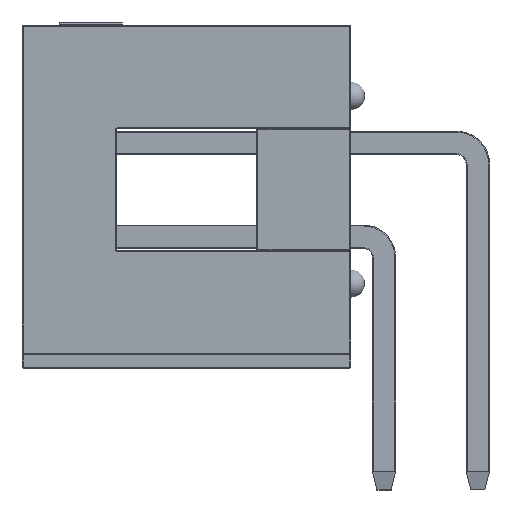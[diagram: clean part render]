
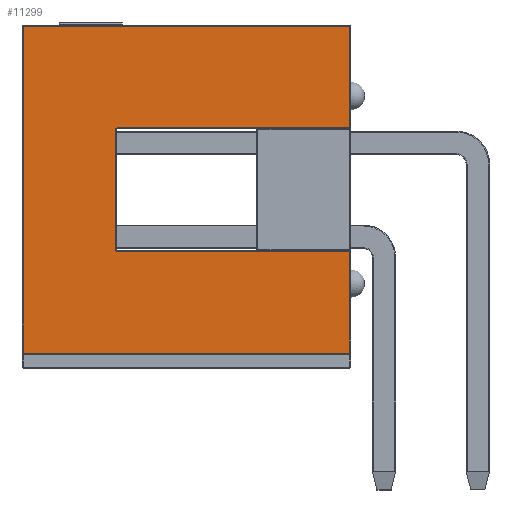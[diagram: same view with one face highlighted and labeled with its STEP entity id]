
A CAD part, front view. The second image highlights one B-rep face of the part: STEP entity #11299.
In plain terms, the highlighted face is planar.
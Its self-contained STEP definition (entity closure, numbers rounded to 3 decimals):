
#671=PLANE('',#12323);
#1264=FACE_OUTER_BOUND('',#1949,.T.);
#1949=EDGE_LOOP('',(#9084,#9085,#9086,#9087,#9088,#9089,#9090,#9091,#9092,
#9093));
#2564=CIRCLE('',#12142,0.051);
#2598=CIRCLE('',#12191,0.051);
#2813=LINE('',#17129,#3966);
#2816=LINE('',#17168,#3969);
#2821=LINE('',#17196,#3974);
#2826=LINE('',#17218,#3979);
#2832=LINE('',#17248,#3985);
#2835=LINE('',#17252,#3988);
#2839=LINE('',#17258,#3992);
#2880=LINE('',#17320,#4033);
#3966=VECTOR('',#13751,10.);
#3969=VECTOR('',#13796,10.);
#3974=VECTOR('',#13829,10.);
#3979=VECTOR('',#13856,10.);
#3985=VECTOR('',#13892,10.);
#3988=VECTOR('',#13897,10.);
#3992=VECTOR('',#13905,10.);
#4033=VECTOR('',#13988,10.);
#5267=VERTEX_POINT('',#16881);
#5299=VERTEX_POINT('',#17065);
#5300=VERTEX_POINT('',#17067);
#5321=VERTEX_POINT('',#17124);
#5333=VERTEX_POINT('',#17159);
#5334=VERTEX_POINT('',#17160);
#5345=VERTEX_POINT('',#17191);
#5349=VERTEX_POINT('',#17211);
#5355=VERTEX_POINT('',#17231);
#5359=VERTEX_POINT('',#17239);
#6453=EDGE_CURVE('',#5299,#5300,#2564,.T.);
#6483=EDGE_CURVE('',#5267,#5321,#2813,.T.);
#6497=EDGE_CURVE('',#5333,#5334,#2598,.T.);
#6501=EDGE_CURVE('',#5334,#5299,#2816,.T.);
#6515=EDGE_CURVE('',#5321,#5345,#2821,.T.);
#6526=EDGE_CURVE('',#5349,#5333,#2826,.T.);
#6541=EDGE_CURVE('',#5355,#5359,#2832,.T.);
#6544=EDGE_CURVE('',#5359,#5349,#2835,.T.);
#6548=EDGE_CURVE('',#5345,#5355,#2839,.T.);
#6589=EDGE_CURVE('',#5300,#5267,#2880,.T.);
#9084=ORIENTED_EDGE('',*,*,#6541,.F.);
#9085=ORIENTED_EDGE('',*,*,#6548,.F.);
#9086=ORIENTED_EDGE('',*,*,#6515,.F.);
#9087=ORIENTED_EDGE('',*,*,#6483,.F.);
#9088=ORIENTED_EDGE('',*,*,#6589,.F.);
#9089=ORIENTED_EDGE('',*,*,#6453,.F.);
#9090=ORIENTED_EDGE('',*,*,#6501,.F.);
#9091=ORIENTED_EDGE('',*,*,#6497,.F.);
#9092=ORIENTED_EDGE('',*,*,#6526,.F.);
#9093=ORIENTED_EDGE('',*,*,#6544,.F.);
#11299=ADVANCED_FACE('',(#1264),#671,.T.);
#12142=AXIS2_PLACEMENT_3D('',#17068,#13678,#13679);
#12191=AXIS2_PLACEMENT_3D('',#17161,#13786,#13787);
#12323=AXIS2_PLACEMENT_3D('',#17863,#14392,#14393);
#13678=DIRECTION('center_axis',(1.,0.,0.));
#13679=DIRECTION('ref_axis',(0.,-0.707,0.707));
#13751=DIRECTION('',(0.,-1.,0.));
#13786=DIRECTION('center_axis',(1.,0.,0.));
#13787=DIRECTION('ref_axis',(0.,0.707,0.707));
#13796=DIRECTION('',(0.,-1.,0.));
#13829=DIRECTION('',(0.,0.,1.));
#13856=DIRECTION('',(0.,0.,1.));
#13892=DIRECTION('',(0.,0.,-1.));
#13897=DIRECTION('',(0.,-1.,0.));
#13905=DIRECTION('',(0.,1.,0.));
#13988=DIRECTION('',(0.,0.,-1.));
#14392=DIRECTION('center_axis',(1.,0.,0.));
#14393=DIRECTION('ref_axis',(0.,1.,0.));
#16881=CARTESIAN_POINT('',(33.655,-1.676,0.025));
#17065=CARTESIAN_POINT('',(33.655,-1.626,6.375));
#17067=CARTESIAN_POINT('',(33.655,-1.676,6.325));
#17068=CARTESIAN_POINT('Origin',(33.655,-1.626,6.325));
#17124=CARTESIAN_POINT('',(33.655,-4.42,0.025));
#17129=CARTESIAN_POINT('',(33.655,-2.223,0.025));
#17159=CARTESIAN_POINT('',(33.655,1.676,6.325));
#17160=CARTESIAN_POINT('',(33.655,1.626,6.375));
#17161=CARTESIAN_POINT('Origin',(33.655,1.626,6.325));
#17168=CARTESIAN_POINT('',(33.655,-3.048,6.375));
#17191=CARTESIAN_POINT('',(33.655,-4.42,8.865));
#17196=CARTESIAN_POINT('',(33.655,-4.42,0.));
#17211=CARTESIAN_POINT('',(33.655,1.676,0.025));
#17218=CARTESIAN_POINT('',(33.655,1.676,3.175));
#17231=CARTESIAN_POINT('',(33.655,4.42,8.865));
#17239=CARTESIAN_POINT('',(33.655,4.42,0.025));
#17248=CARTESIAN_POINT('',(33.655,4.42,0.));
#17252=CARTESIAN_POINT('',(33.655,-2.223,0.025));
#17258=CARTESIAN_POINT('',(33.655,-2.223,8.865));
#17320=CARTESIAN_POINT('',(33.655,-1.676,0.));
#17863=CARTESIAN_POINT('Origin',(33.655,-4.445,0.));
